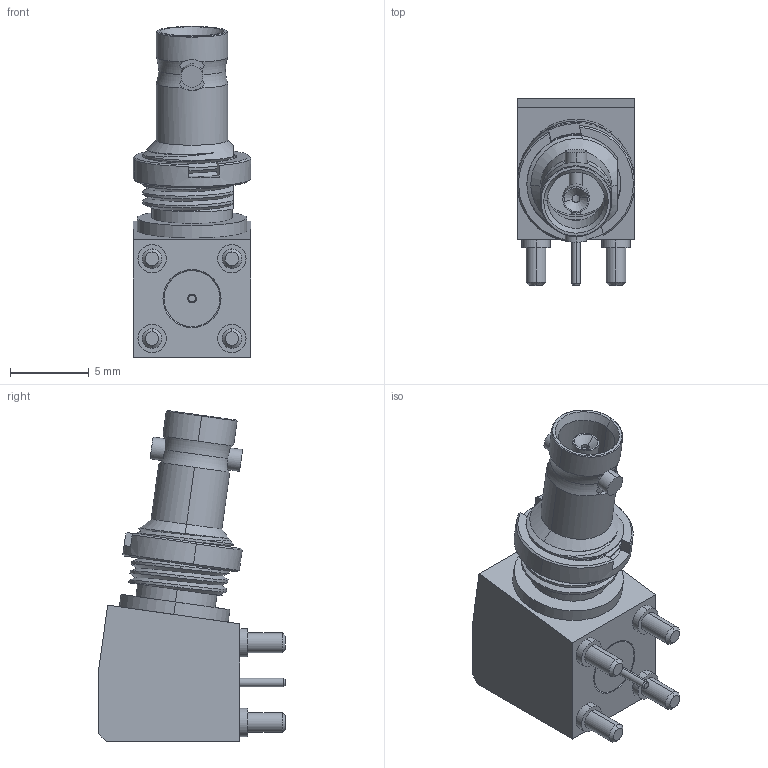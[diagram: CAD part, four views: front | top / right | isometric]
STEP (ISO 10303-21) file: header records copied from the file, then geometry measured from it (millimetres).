
FILE_DESCRIPTION (( 'STEP AP214' ), '1' );
FILE_NAME ('67-492-D66.STEP', '2024-07-31T08:31:46', ( '' ), ( '' ), 'SwSTEP 2.0', 'SolidWorks 2023', '' );
FILE_SCHEMA (( 'AUTOMOTIVE_DESIGN' ));
Length unit declared in the file: millimetre
Products named in the file (1): 67-492-D66
Bounding box: 7.5 x 11.9 x 21.08 mm (x, y, z)
Surface area: 899.5 mm2 (no closed solid volume)
Topology: 0 solids, 8 shells, 152 faces, 405 edges, 265 vertices
Faces by surface type: cylinder 58, plane 42, cone 26, bspline 20, torus 6
Entity records: 10183 total; most frequent: CARTESIAN_POINT 6656, ORIENTED_EDGE 751, DIRECTION 688, EDGE_CURVE 405, AXIS2_PLACEMENT_3D 278, VERTEX_POINT 265, EDGE_LOOP 168, ADVANCED_FACE 152
